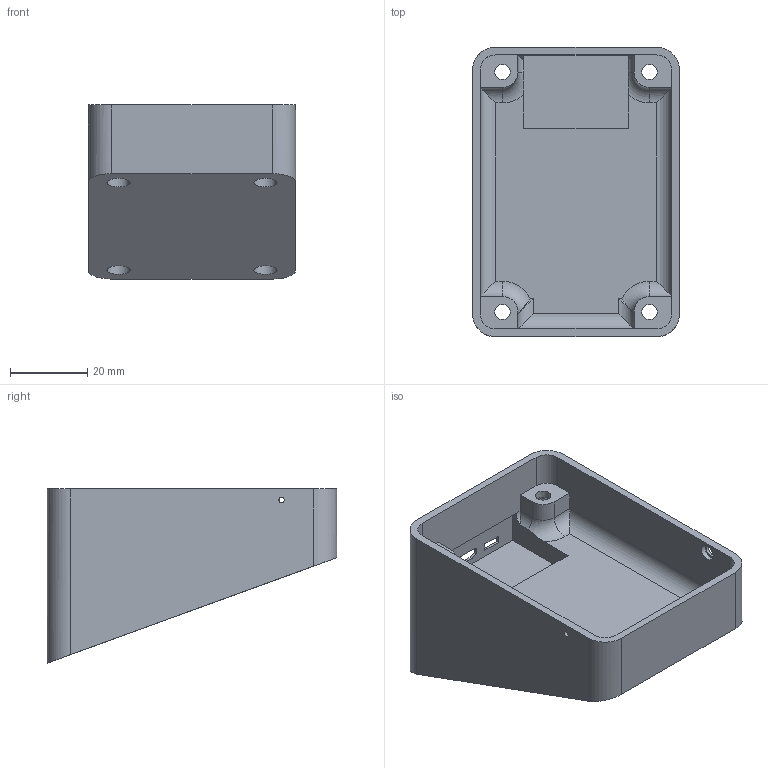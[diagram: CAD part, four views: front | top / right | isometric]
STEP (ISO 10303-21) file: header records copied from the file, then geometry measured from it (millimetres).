
FILE_DESCRIPTION(/* description */ (''),/* implementation_level */ '2;1');
FILE_NAME(/* name */ 'Pithy Screen Slanted Stand.step',/* time_stamp */ '2021-06-09T02:07:09+01:00',/* author */ (''),/* organization */ (''),/* preprocessor_version */ 'ST-DEVELOPER v18.1',/* originating_system */ 'Autodesk Translation Framework v10.9.0.1377',/* authorisation */ '');
FILE_SCHEMA (('AUTOMOTIVE_DESIGN { 1 0 10303 214 3 1 1 }'));
Length unit declared in the file: millimetre
Products named in the file (2): Pithy Screen Slanted Stand; Pithy Screen Slanted Stand (1)
Assembly tree (1 placements, depth 2):
  Pithy Screen Slanted Stand
    Pithy Screen Slanted Stand (1)
Bounding box: 53.72 x 75.05 x 45.13 mm (x, y, z)
Volume: 60468.3 mm3; surface area: 21962.7 mm2
Topology: 1 solids, 1 shells, 94 faces, 246 edges, 156 vertices
Faces by surface type: cylinder 44, plane 42, torus 4, cone 4
Full cylindrical faces by diameter (mm): 1.4 x1, 3.3 x1, 4 x4, 4.2 x1, 6 x4
Entity records: 3006 total; most frequent: CARTESIAN_POINT 539, DIRECTION 520, ORIENTED_EDGE 492, EDGE_CURVE 246, AXIS2_PLACEMENT_3D 181, LINE 158, VECTOR 158, VERTEX_POINT 156
